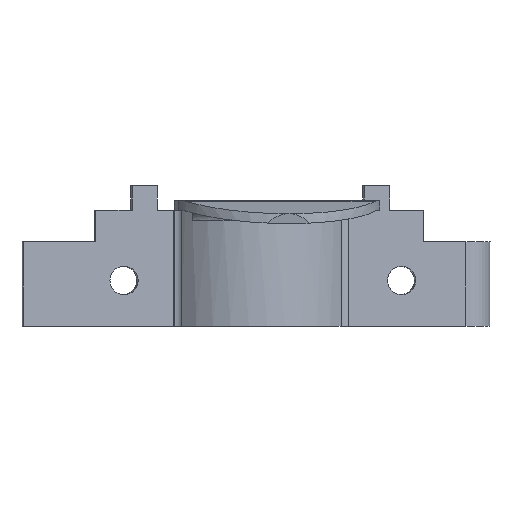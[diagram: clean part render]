
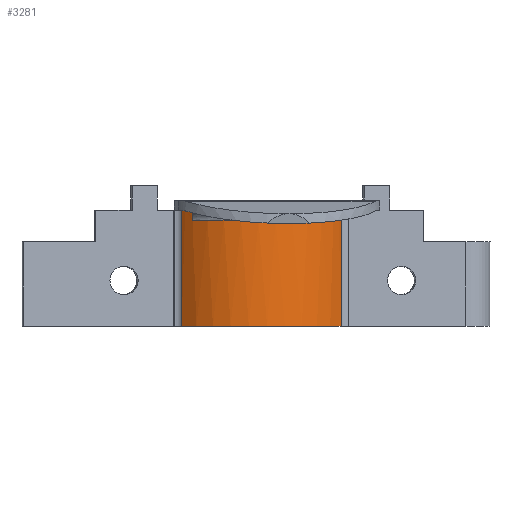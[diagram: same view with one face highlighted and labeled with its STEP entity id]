
A CAD part, left-side view. The second image highlights one B-rep face of the part: STEP entity #3281.
In plain terms, the highlighted cylindrical face has radius 13.132 mm (diameter 26.264 mm), a partial arc.
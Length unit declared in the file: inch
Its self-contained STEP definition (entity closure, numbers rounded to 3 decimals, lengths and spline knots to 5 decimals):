
#7 = CARTESIAN_POINT ( 'NONE',  ( 0.01589, 1.03461, 0.57 ) ) ;
#14 = ORIENTED_EDGE ( 'NONE', *, *, #2819, .T. ) ;
#44 = EDGE_CURVE ( 'NONE', #1181, #1056, #1129, .T. ) ;
#143 = DIRECTION ( 'NONE',  ( 0., 0., 1. ) ) ;
#152 = CIRCLE ( 'NONE', #3295, 0.517 ) ;
#155 = CARTESIAN_POINT ( 'NONE',  ( -0.25145, 0.5921, 0. ) ) ;
#204 = ORIENTED_EDGE ( 'NONE', *, *, #1928, .T. ) ;
#268 = ORIENTED_EDGE ( 'NONE', *, *, #2724, .T. ) ;
#281 = VERTEX_POINT ( 'NONE', #705 ) ;
#290 = AXIS2_PLACEMENT_3D ( 'NONE', #2947, #1203, #3249 ) ;
#293 = VERTEX_POINT ( 'NONE', #155 ) ;
#303 = DIRECTION ( 'NONE',  ( 1., 0., 0. ) ) ;
#361 = VECTOR ( 'NONE', #143, 39.37008 ) ;
#475 = DIRECTION ( 'NONE',  ( 0., 0., -1. ) ) ;
#522 = DIRECTION ( 'NONE',  ( 0., 0., 1. ) ) ;
#621 = CARTESIAN_POINT ( 'NONE',  ( -0.30659, 0.63052, 0.57 ) ) ;
#631 = DIRECTION ( 'NONE',  ( 0., 0., 1. ) ) ;
#705 = CARTESIAN_POINT ( 'NONE',  ( -0.30659, 0.63052, 0.57 ) ) ;
#728 = CARTESIAN_POINT ( 'NONE',  ( -0.37275, 1.37556, 0.57 ) ) ;
#824 = EDGE_CURVE ( 'NONE', #3408, #281, #889, .T. ) ;
#889 = CIRCLE ( 'NONE', #2342, 0.517 ) ;
#927 = CARTESIAN_POINT ( 'NONE',  ( 0.01589, 1.03461, -0.90162 ) ) ;
#1056 = VERTEX_POINT ( 'NONE', #728 ) ;
#1066 = AXIS2_PLACEMENT_3D ( 'NONE', #2383, #631, #2676 ) ;
#1129 = LINE ( 'NONE', #2753, #361 ) ;
#1159 = VECTOR ( 'NONE', #2668, 39.37008 ) ;
#1169 = CARTESIAN_POINT ( 'NONE',  ( -0.37275, 1.37556, 0. ) ) ;
#1181 = VERTEX_POINT ( 'NONE', #1169 ) ;
#1184 = CARTESIAN_POINT ( 'NONE',  ( -0.30659, 0.63052, 0.52 ) ) ;
#1203 = DIRECTION ( 'NONE',  ( 0., 0., -1. ) ) ;
#1219 = VERTEX_POINT ( 'NONE', #1184 ) ;
#1237 = ORIENTED_EDGE ( 'NONE', *, *, #2775, .T. ) ;
#1328 = ORIENTED_EDGE ( 'NONE', *, *, #1685, .T. ) ;
#1334 = CARTESIAN_POINT ( 'NONE',  ( -0.25145, 0.5921, -0.90162 ) ) ;
#1347 = CARTESIAN_POINT ( 'NONE',  ( -0.41369, 1.32227, 0.52 ) ) ;
#1381 = VECTOR ( 'NONE', #2481, 39.37008 ) ;
#1422 = FACE_OUTER_BOUND ( 'NONE', #1544, .T. ) ;
#1517 = CIRCLE ( 'NONE', #290, 0.517 ) ;
#1544 = EDGE_LOOP ( 'NONE', ( #1237, #204, #268, #2042, #14, #2185, #2446, #1328 ) ) ;
#1685 = EDGE_CURVE ( 'NONE', #281, #1219, #2809, .T. ) ;
#1928 = EDGE_CURVE ( 'NONE', #2542, #3651, #3494, .T. ) ;
#1997 = CARTESIAN_POINT ( 'NONE',  ( -0.41369, 1.32227, 0.57 ) ) ;
#2042 = ORIENTED_EDGE ( 'NONE', *, *, #44, .F. ) ;
#2043 = DIRECTION ( 'NONE',  ( 0., 0., -1. ) ) ;
#2185 = ORIENTED_EDGE ( 'NONE', *, *, #2528, .T. ) ;
#2232 = CARTESIAN_POINT ( 'NONE',  ( 0.01589, 1.03461, 0.57 ) ) ;
#2245 = LINE ( 'NONE', #1334, #1381 ) ;
#2342 = AXIS2_PLACEMENT_3D ( 'NONE', #2232, #475, #2519 ) ;
#2383 = CARTESIAN_POINT ( 'NONE',  ( 0.01589, 1.03461, 0. ) ) ;
#2446 = ORIENTED_EDGE ( 'NONE', *, *, #824, .T. ) ;
#2481 = DIRECTION ( 'NONE',  ( 0., 0., 1. ) ) ;
#2519 = DIRECTION ( 'NONE',  ( 1., 0., 0. ) ) ;
#2528 = EDGE_CURVE ( 'NONE', #293, #3408, #2245, .T. ) ;
#2542 = VERTEX_POINT ( 'NONE', #1347 ) ;
#2572 = CARTESIAN_POINT ( 'NONE',  ( -0.41369, 1.32227, 0.52 ) ) ;
#2668 = DIRECTION ( 'NONE',  ( 0., 0., -1. ) ) ;
#2676 = DIRECTION ( 'NONE',  ( 1., 0., 0. ) ) ;
#2703 = VECTOR ( 'NONE', #522, 39.37008 ) ;
#2724 = EDGE_CURVE ( 'NONE', #3651, #1056, #152, .T. ) ;
#2753 = CARTESIAN_POINT ( 'NONE',  ( -0.37275, 1.37556, -0.90162 ) ) ;
#2775 = EDGE_CURVE ( 'NONE', #1219, #2542, #1517, .T. ) ;
#2809 = LINE ( 'NONE', #621, #1159 ) ;
#2819 = EDGE_CURVE ( 'NONE', #1181, #293, #3665, .T. ) ;
#2947 = CARTESIAN_POINT ( 'NONE',  ( 0.01589, 1.03461, 0.52 ) ) ;
#2969 = DIRECTION ( 'NONE',  ( 1., 0., 0. ) ) ;
#3249 = DIRECTION ( 'NONE',  ( 1., 0., 0. ) ) ;
#3263 = DIRECTION ( 'NONE',  ( 0., 0., 1. ) ) ;
#3281 = ADVANCED_FACE ( 'NONE', ( #1422 ), #3661, .T. ) ;
#3295 = AXIS2_PLACEMENT_3D ( 'NONE', #7, #2043, #303 ) ;
#3355 = AXIS2_PLACEMENT_3D ( 'NONE', #927, #3263, #2969 ) ;
#3408 = VERTEX_POINT ( 'NONE', #3627 ) ;
#3494 = LINE ( 'NONE', #2572, #2703 ) ;
#3627 = CARTESIAN_POINT ( 'NONE',  ( -0.25145, 0.5921, 0.57 ) ) ;
#3651 = VERTEX_POINT ( 'NONE', #1997 ) ;
#3661 = CYLINDRICAL_SURFACE ( 'NONE', #3355, 0.517 ) ;
#3665 = CIRCLE ( 'NONE', #1066, 0.517 ) ;
